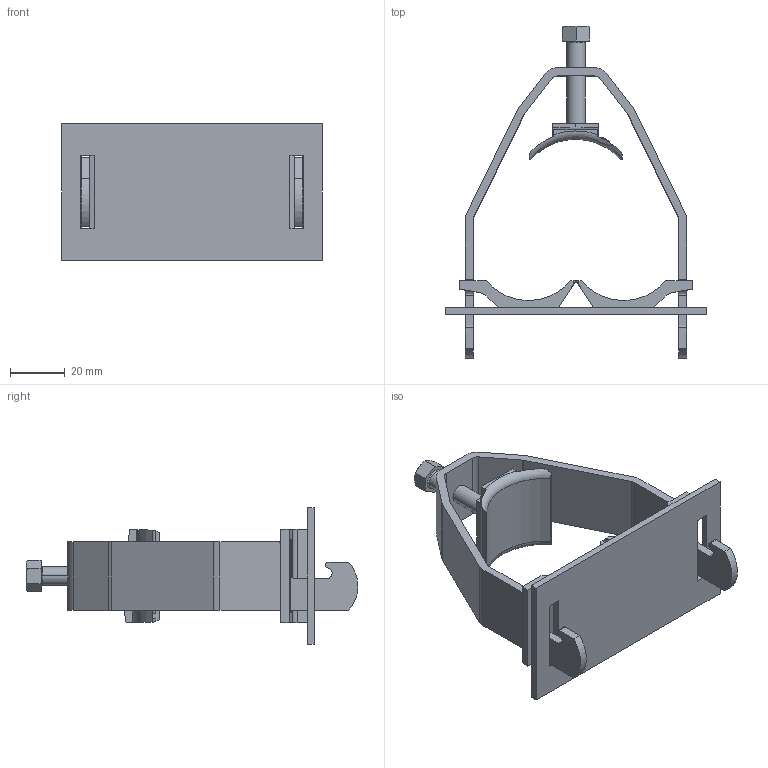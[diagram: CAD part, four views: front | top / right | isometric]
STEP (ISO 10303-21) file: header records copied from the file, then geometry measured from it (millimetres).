
FILE_DESCRIPTION((''),'2;1');
FILE_NAME('1174568_ASM','2012-08-13T',('AndreasKeweloh'),(''),'PRO/ENGINEER BY PARAMETRIC TECHNOLOGY CORPORATION, 2012130','PRO/ENGINEER BY PARAMETRIC TECHNOLOGY CORPORATION, 2012130','');
FILE_SCHEMA(('CONFIG_CONTROL_DESIGN'));
Length unit declared in the file: millimetre
Products named in the file (6): 1174568DRUCKWANNE; 1174568SCHRAUBE_M8; 1174568GEGENWANNE; 1174568GEGENPLATTE; 1174568SCHELLENKOERPER; 1174568_ASM
Assembly tree (6 placements, depth 2):
  1174568_ASM
    1174568DRUCKWANNE
    1174568SCHRAUBE_M8
    1174568GEGENWANNE  x2
    1174568GEGENPLATTE
    1174568SCHELLENKOERPER
Bounding box: 95 x 121.19 x 50 mm (x, y, z)
Volume: 43778 mm3; surface area: 34403.1 mm2
Topology: 6 solids, 6 shells, 947 faces, 2690 edges, 1790 vertices
Faces by surface type: plane 843, cylinder 59, extrusion 31, bspline 8, torus 4, cone 2
Entity records: 26981 total; most frequent: CARTESIAN_POINT 8054, ORIENTED_EDGE 4300, DIRECTION 3263, EDGE_CURVE 2150, VECTOR 1481, LINE 1450, VERTEX_POINT 1430, AXIS2_PLACEMENT_3D 891
